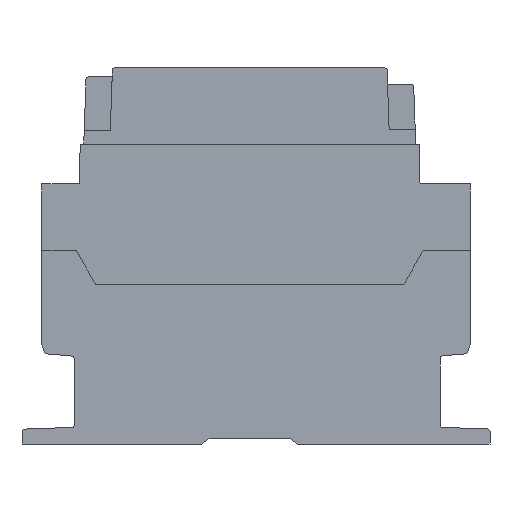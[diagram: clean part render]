
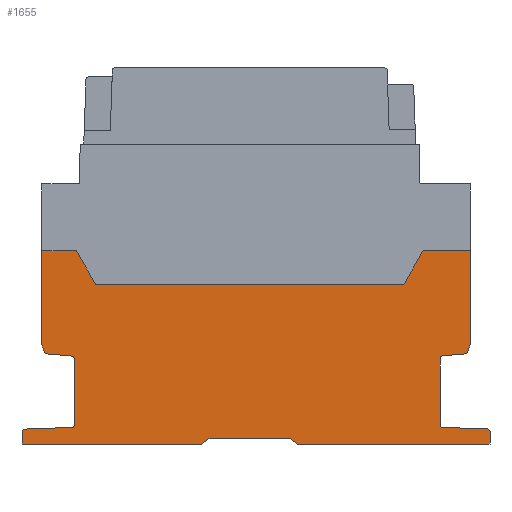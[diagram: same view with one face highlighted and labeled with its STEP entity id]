
A CAD part, left-side view. The second image highlights one B-rep face of the part: STEP entity #1655.
In plain terms, the highlighted planar face has unit normal (-1, 0, 0).
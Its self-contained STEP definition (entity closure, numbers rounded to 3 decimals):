
#194=CIRCLE($,#1741,1.);
#195=CIRCLE($,#1742,1.);
#196=CIRCLE($,#1743,1.);
#197=CIRCLE($,#1744,1.);
#198=CIRCLE($,#1745,1.);
#199=CIRCLE($,#1746,1.);
#351=FACE_OUTER_BOUND($,#421,.T.);
#421=EDGE_LOOP($,(#1339,#1340,#1341,#1342,#1343,#1344,#1345,#1346,#1347,
#1348,#1349,#1350,#1351,#1352,#1353,#1354,#1355,#1356,#1357,#1358,#1359,
#1360,#1361,#1362,#1363,#1364,#1365,#1366));
#525=LINE($,#2655,#747);
#526=LINE($,#2657,#748);
#527=LINE($,#2659,#749);
#528=LINE($,#2661,#750);
#529=LINE($,#2663,#751);
#530=LINE($,#2665,#752);
#531=LINE($,#2667,#753);
#532=LINE($,#2669,#754);
#533=LINE($,#2671,#755);
#534=LINE($,#2673,#756);
#535=LINE($,#2675,#757);
#536=LINE($,#2679,#758);
#537=LINE($,#2683,#759);
#538=LINE($,#2687,#760);
#539=LINE($,#2689,#761);
#540=LINE($,#2691,#762);
#541=LINE($,#2693,#763);
#542=LINE($,#2695,#764);
#543=LINE($,#2697,#765);
#544=LINE($,#2699,#766);
#545=LINE($,#2703,#767);
#546=LINE($,#2706,#768);
#747=VECTOR($,#2033,11.773);
#748=VECTOR($,#2034,4.556);
#749=VECTOR($,#2035,44.999);
#750=VECTOR($,#2036,22.499);
#751=VECTOR($,#2037,18.476);
#752=VECTOR($,#2038,147.525);
#753=VECTOR($,#2039,18.475);
#754=VECTOR($,#2040,16.5);
#755=VECTOR($,#2041,45.);
#756=VECTOR($,#2042,4.556);
#757=VECTOR($,#2043,13.079);
#758=VECTOR($,#2046,32.118);
#759=VECTOR($,#2049,23.084);
#760=VECTOR($,#2052,6.161);
#761=VECTOR($,#2053,86.001);
#762=VECTOR($,#2054,4.882);
#763=VECTOR($,#2055,38.);
#764=VECTOR($,#2056,4.882);
#765=VECTOR($,#2057,92.001);
#766=VECTOR($,#2058,6.206);
#767=VECTOR($,#2061,21.783);
#768=VECTOR($,#2064,32.232);
#951=VERTEX_POINT($,#2651);
#952=VERTEX_POINT($,#2652);
#953=VERTEX_POINT($,#2654);
#954=VERTEX_POINT($,#2656);
#955=VERTEX_POINT($,#2658);
#956=VERTEX_POINT($,#2660);
#957=VERTEX_POINT($,#2662);
#958=VERTEX_POINT($,#2664);
#959=VERTEX_POINT($,#2666);
#960=VERTEX_POINT($,#2668);
#961=VERTEX_POINT($,#2670);
#962=VERTEX_POINT($,#2672);
#963=VERTEX_POINT($,#2674);
#964=VERTEX_POINT($,#2676);
#965=VERTEX_POINT($,#2678);
#966=VERTEX_POINT($,#2680);
#967=VERTEX_POINT($,#2682);
#968=VERTEX_POINT($,#2684);
#969=VERTEX_POINT($,#2686);
#970=VERTEX_POINT($,#2688);
#971=VERTEX_POINT($,#2690);
#972=VERTEX_POINT($,#2692);
#973=VERTEX_POINT($,#2694);
#974=VERTEX_POINT($,#2696);
#975=VERTEX_POINT($,#2698);
#976=VERTEX_POINT($,#2700);
#977=VERTEX_POINT($,#2702);
#978=VERTEX_POINT($,#2704);
#1093=EDGE_CURVE($,#951,#952,#194,.T.);
#1094=EDGE_CURVE($,#952,#953,#525,.T.);
#1095=EDGE_CURVE($,#953,#954,#526,.T.);
#1096=EDGE_CURVE($,#954,#955,#527,.T.);
#1097=EDGE_CURVE($,#955,#956,#528,.T.);
#1098=EDGE_CURVE($,#956,#957,#529,.T.);
#1099=EDGE_CURVE($,#957,#958,#530,.T.);
#1100=EDGE_CURVE($,#958,#959,#531,.T.);
#1101=EDGE_CURVE($,#959,#960,#532,.T.);
#1102=EDGE_CURVE($,#960,#961,#533,.T.);
#1103=EDGE_CURVE($,#961,#962,#534,.T.);
#1104=EDGE_CURVE($,#962,#963,#535,.T.);
#1105=EDGE_CURVE($,#963,#964,#195,.T.);
#1106=EDGE_CURVE($,#964,#965,#536,.T.);
#1107=EDGE_CURVE($,#965,#966,#196,.T.);
#1108=EDGE_CURVE($,#966,#967,#537,.T.);
#1109=EDGE_CURVE($,#967,#968,#197,.T.);
#1110=EDGE_CURVE($,#968,#969,#538,.T.);
#1111=EDGE_CURVE($,#969,#970,#539,.T.);
#1112=EDGE_CURVE($,#970,#971,#540,.T.);
#1113=EDGE_CURVE($,#971,#972,#541,.T.);
#1114=EDGE_CURVE($,#972,#973,#542,.T.);
#1115=EDGE_CURVE($,#973,#974,#543,.T.);
#1116=EDGE_CURVE($,#974,#975,#544,.T.);
#1117=EDGE_CURVE($,#975,#976,#198,.T.);
#1118=EDGE_CURVE($,#976,#977,#545,.T.);
#1119=EDGE_CURVE($,#977,#978,#199,.T.);
#1120=EDGE_CURVE($,#978,#951,#546,.T.);
#1339=ORIENTED_EDGE($,*,*,#1093,.T.);
#1340=ORIENTED_EDGE($,*,*,#1094,.T.);
#1341=ORIENTED_EDGE($,*,*,#1095,.T.);
#1342=ORIENTED_EDGE($,*,*,#1096,.T.);
#1343=ORIENTED_EDGE($,*,*,#1097,.T.);
#1344=ORIENTED_EDGE($,*,*,#1098,.T.);
#1345=ORIENTED_EDGE($,*,*,#1099,.T.);
#1346=ORIENTED_EDGE($,*,*,#1100,.T.);
#1347=ORIENTED_EDGE($,*,*,#1101,.T.);
#1348=ORIENTED_EDGE($,*,*,#1102,.T.);
#1349=ORIENTED_EDGE($,*,*,#1103,.T.);
#1350=ORIENTED_EDGE($,*,*,#1104,.T.);
#1351=ORIENTED_EDGE($,*,*,#1105,.T.);
#1352=ORIENTED_EDGE($,*,*,#1106,.T.);
#1353=ORIENTED_EDGE($,*,*,#1107,.T.);
#1354=ORIENTED_EDGE($,*,*,#1108,.T.);
#1355=ORIENTED_EDGE($,*,*,#1109,.T.);
#1356=ORIENTED_EDGE($,*,*,#1110,.T.);
#1357=ORIENTED_EDGE($,*,*,#1111,.T.);
#1358=ORIENTED_EDGE($,*,*,#1112,.T.);
#1359=ORIENTED_EDGE($,*,*,#1113,.T.);
#1360=ORIENTED_EDGE($,*,*,#1114,.T.);
#1361=ORIENTED_EDGE($,*,*,#1115,.T.);
#1362=ORIENTED_EDGE($,*,*,#1116,.T.);
#1363=ORIENTED_EDGE($,*,*,#1117,.T.);
#1364=ORIENTED_EDGE($,*,*,#1118,.T.);
#1365=ORIENTED_EDGE($,*,*,#1119,.T.);
#1366=ORIENTED_EDGE($,*,*,#1120,.T.);
#1593=PLANE($,#1740);
#1655=ADVANCED_FACE($,(#351),#1593,.T.);
#1740=AXIS2_PLACEMENT_3D($,#2650,#2029,#2030);
#1741=AXIS2_PLACEMENT_3D($,#2653,#2031,#2032);
#1742=AXIS2_PLACEMENT_3D($,#2677,#2044,#2045);
#1743=AXIS2_PLACEMENT_3D($,#2681,#2047,#2048);
#1744=AXIS2_PLACEMENT_3D($,#2685,#2050,#2051);
#1745=AXIS2_PLACEMENT_3D($,#2701,#2059,#2060);
#1746=AXIS2_PLACEMENT_3D($,#2705,#2062,#2063);
#2029=DIRECTION('center_axis',(-1.,0.,0.));
#2030=DIRECTION('ref_axis',(0.,0.,1.));
#2031=DIRECTION('center_axis',(1.,0.,0.));
#2032=DIRECTION('ref_axis',(0.,1.,0.));
#2033=DIRECTION($,(0.,-0.996,0.087));
#2034=DIRECTION($,(0.,-0.342,0.94));
#2035=DIRECTION($,(0.,0.,1.));
#2036=DIRECTION($,(0.,1.,0.));
#2037=DIRECTION($,(0.,0.5,-0.866));
#2038=DIRECTION($,(0.,1.,0.));
#2039=DIRECTION($,(0.,0.5,0.866));
#2040=DIRECTION($,(0.,1.,0.));
#2041=DIRECTION($,(0.,0.,-1.));
#2042=DIRECTION($,(0.,-0.342,-0.94));
#2043=DIRECTION($,(0.,-0.996,-0.087));
#2044=DIRECTION('center_axis',(1.,0.,0.));
#2045=DIRECTION('ref_axis',(0.,-0.087,0.996));
#2046=DIRECTION($,(0.,0.,-1.));
#2047=DIRECTION('center_axis',(1.,0.,0.));
#2048=DIRECTION('ref_axis',(0.,-1.,0.));
#2049=DIRECTION($,(0.,0.999,-0.035));
#2050=DIRECTION('center_axis',(-1.,0.,0.));
#2051=DIRECTION('ref_axis',(0.,0.035,0.999));
#2052=DIRECTION($,(0.,0.,-1.));
#2053=DIRECTION($,(0.,-1.,0.));
#2054=DIRECTION($,(0.,-0.819,0.573));
#2055=DIRECTION($,(0.,-1.,0.));
#2056=DIRECTION($,(0.,-0.819,-0.573));
#2057=DIRECTION($,(0.,-1.,0.));
#2058=DIRECTION($,(0.,0.,1.));
#2059=DIRECTION('center_axis',(-1.,0.,0.));
#2060=DIRECTION('ref_axis',(0.,-1.,0.));
#2061=DIRECTION($,(0.,0.999,0.035));
#2062=DIRECTION('center_axis',(1.,0.,0.));
#2063=DIRECTION('ref_axis',(0.,0.035,-0.999));
#2064=DIRECTION($,(0.,0.,1.));
#2650=CARTESIAN_POINT('Origin',(0.,0.33,39.947));
#2651=CARTESIAN_POINT('',(0.,-88.301,41.198));
#2652=CARTESIAN_POINT('',(0.,-89.213,42.194));
#2653=CARTESIAN_POINT('Origin',(0.,-89.301,41.198));
#2654=CARTESIAN_POINT('',(0.,-100.942,43.22));
#2655=CARTESIAN_POINT($,(0.,-89.213,42.194));
#2656=CARTESIAN_POINT('',(0.,-102.5,47.501));
#2657=CARTESIAN_POINT($,(0.,-100.942,43.22));
#2658=CARTESIAN_POINT('',(0.,-102.5,92.5));
#2659=CARTESIAN_POINT($,(0.,-102.5,47.501));
#2660=CARTESIAN_POINT('',(0.,-80.001,92.5));
#2661=CARTESIAN_POINT($,(0.,-102.5,92.5));
#2662=CARTESIAN_POINT('',(0.,-70.763,76.5));
#2663=CARTESIAN_POINT($,(0.,-80.001,92.5));
#2664=CARTESIAN_POINT('',(0.,76.763,76.5));
#2665=CARTESIAN_POINT($,(0.,-70.763,76.5));
#2666=CARTESIAN_POINT('',(0.,86.,92.5));
#2667=CARTESIAN_POINT($,(0.,76.763,76.5));
#2668=CARTESIAN_POINT('',(0.,102.5,92.5));
#2669=CARTESIAN_POINT($,(0.,86.,92.5));
#2670=CARTESIAN_POINT('',(0.,102.5,47.5));
#2671=CARTESIAN_POINT($,(0.,102.5,92.5));
#2672=CARTESIAN_POINT('',(0.,100.942,43.219));
#2673=CARTESIAN_POINT($,(0.,102.5,47.5));
#2674=CARTESIAN_POINT('',(0.,87.913,42.08));
#2675=CARTESIAN_POINT($,(0.,100.942,43.219));
#2676=CARTESIAN_POINT('',(0.,87.,41.083));
#2677=CARTESIAN_POINT('Origin',(0.,88.,41.083));
#2678=CARTESIAN_POINT('',(0.,87.,8.965));
#2679=CARTESIAN_POINT($,(0.,87.,41.083));
#2680=CARTESIAN_POINT('',(0.,87.965,7.966));
#2681=CARTESIAN_POINT('Origin',(0.,88.,8.965));
#2682=CARTESIAN_POINT('',(0.,111.035,7.161));
#2683=CARTESIAN_POINT($,(0.,87.965,7.966));
#2684=CARTESIAN_POINT('',(0.,112.,6.161));
#2685=CARTESIAN_POINT('Origin',(0.,111.,6.161));
#2686=CARTESIAN_POINT('',(0.,112.,0.));
#2687=CARTESIAN_POINT($,(0.,112.,6.161));
#2688=CARTESIAN_POINT('',(0.,25.999,0.));
#2689=CARTESIAN_POINT($,(0.,112.,0.));
#2690=CARTESIAN_POINT('',(0.,22.,2.8));
#2691=CARTESIAN_POINT($,(0.,25.999,0.));
#2692=CARTESIAN_POINT('',(0.,-16.,2.8));
#2693=CARTESIAN_POINT($,(0.,22.,2.8));
#2694=CARTESIAN_POINT('',(0.,-19.999,0.));
#2695=CARTESIAN_POINT($,(0.,-16.,2.8));
#2696=CARTESIAN_POINT('',(0.,-112.,0.));
#2697=CARTESIAN_POINT($,(0.,-19.999,0.));
#2698=CARTESIAN_POINT('',(0.,-112.,6.206));
#2699=CARTESIAN_POINT($,(0.,-112.,0.));
#2700=CARTESIAN_POINT('',(0.,-111.035,7.206));
#2701=CARTESIAN_POINT('Origin',(0.,-111.,6.206));
#2702=CARTESIAN_POINT('',(0.,-89.266,7.966));
#2703=CARTESIAN_POINT($,(0.,-111.035,7.206));
#2704=CARTESIAN_POINT('',(0.,-88.301,8.965));
#2705=CARTESIAN_POINT('Origin',(0.,-89.301,8.965));
#2706=CARTESIAN_POINT($,(0.,-88.301,8.965));
